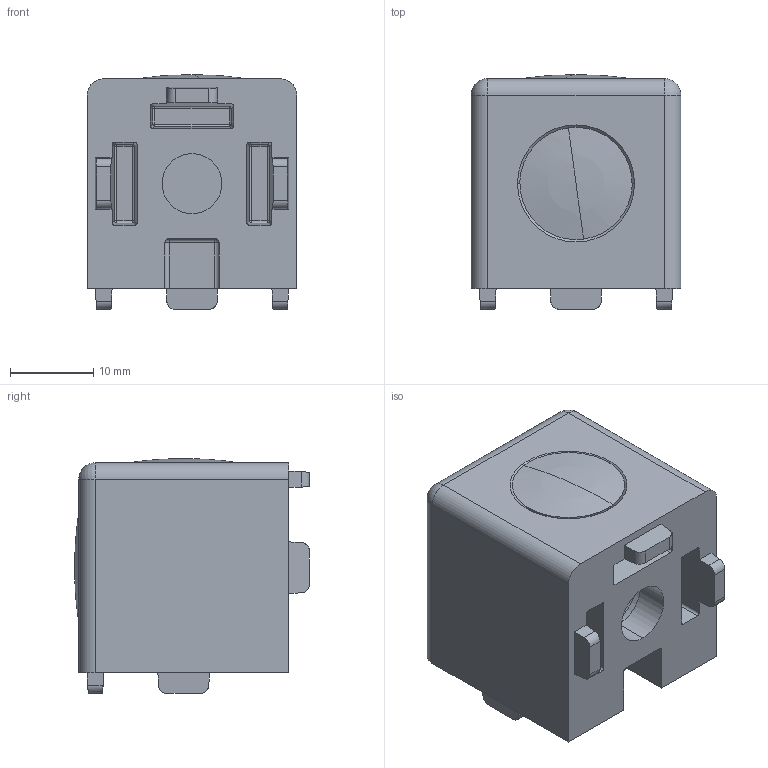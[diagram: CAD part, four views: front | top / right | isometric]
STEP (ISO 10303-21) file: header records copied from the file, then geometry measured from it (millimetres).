
FILE_DESCRIPTION (( 'STEP AP203' ), '1' );
FILE_NAME ('166230.step', '2023-10-19T17:13:17', ( '' ), ( '' ), 'SwSTEP 2.0', 'SolidWorks 2023', '' );
FILE_SCHEMA (( 'CONFIG_CONTROL_DESIGN' ));
Length unit declared in the file: millimetre
Products named in the file (1): 166230
Bounding box: 25.2 x 28.2 x 28.2 mm (x, y, z)
Volume: 11670.9 mm3; surface area: 6635.5 mm2
Topology: 3 solids, 3 shells, 254 faces, 630 edges, 372 vertices
Faces by surface type: cylinder 96, plane 84, sphere 32, torus 22, cone 20
Entity records: 8408 total; most frequent: CARTESIAN_POINT 2468, DIRECTION 1270, ORIENTED_EDGE 1216, EDGE_CURVE 608, AXIS2_PLACEMENT_3D 487, VERTEX_POINT 370, LINE 296, VECTOR 296
